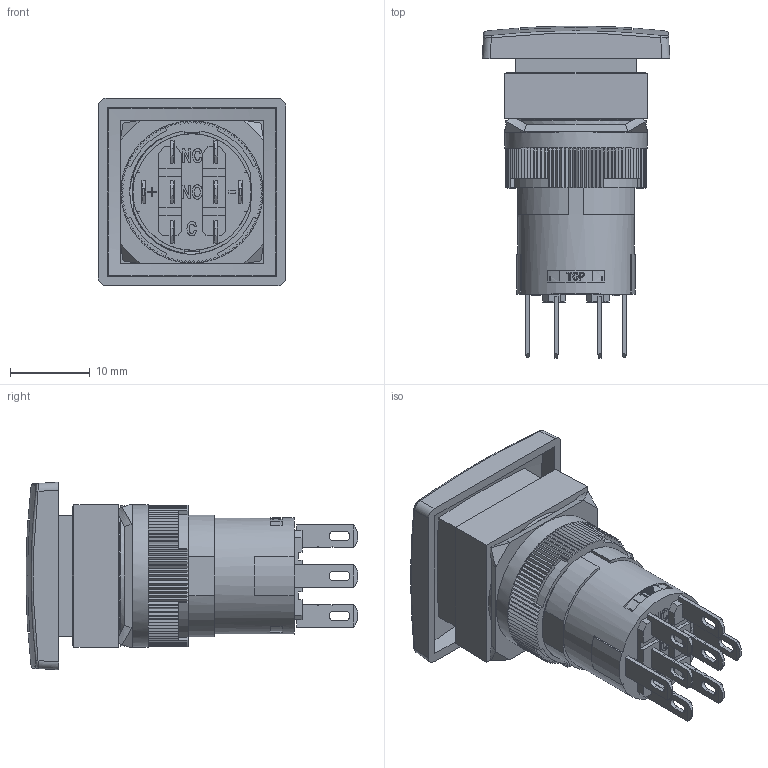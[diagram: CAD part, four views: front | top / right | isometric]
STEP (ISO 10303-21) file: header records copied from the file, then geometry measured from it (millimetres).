
FILE_DESCRIPTION( ( 'Unknown' ), '1' );
FILE_NAME( '零件1.stp', 'Unknown', ( 'Unknown' ), ( 'Unknown' ), 'XStep 1.0', 'Unknown', ' ' );
FILE_SCHEMA( ( 'automotive_design' ) );
Length unit declared in the file: millimetre
Products named in the file (1): 14
Bounding box: 23.5 x 41.6 x 23.5 mm (x, y, z)
Volume: 8206.5 mm3; surface area: 5003.2 mm2
Topology: 1 solids, 1 shells, 920 faces, 2719 edges, 1783 vertices
Faces by surface type: plane 674, cylinder 115, cone 52, extrusion 46, bspline 26, torus 4, sphere 3
Full cylindrical faces by diameter (mm): 14.6 x1, 15.8 x1, 16.5 x1, 17.6 x1, 17.8 x1
Entity records: 42935 total; most frequent: CARTESIAN_POINT 11321, ORIENTED_EDGE 5402, DIRECTION 4519, EDGE_CURVE 2701, VECTOR 2061, LINE 2015, VERTEX_POINT 1775, AXIS2_PLACEMENT_3D 1229
